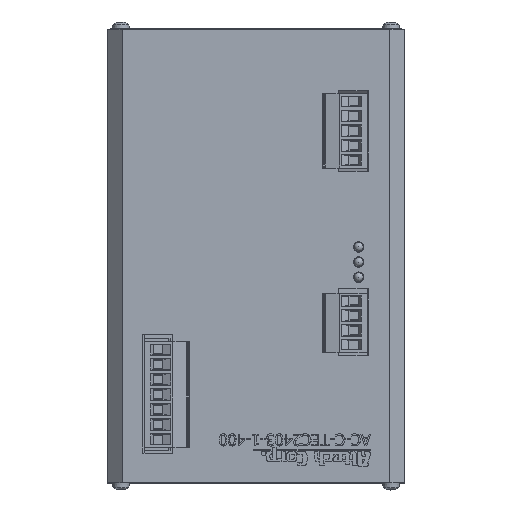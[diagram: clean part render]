
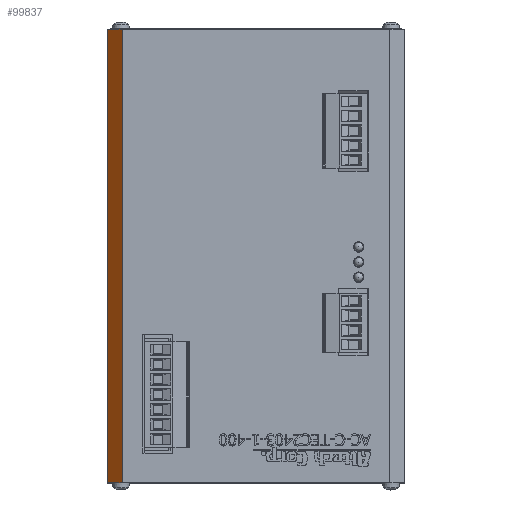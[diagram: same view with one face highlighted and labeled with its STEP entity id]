
A CAD part, top view. The second image highlights one B-rep face of the part: STEP entity #99837.
In plain terms, the highlighted planar face has unit normal (-0.707, 0, 0.707).
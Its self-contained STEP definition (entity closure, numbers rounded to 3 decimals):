
#6863=PLANE('',#105807);
#11111=FACE_OUTER_BOUND('',#16843,.T.);
#16843=EDGE_LOOP('',(#75017,#75018,#75019,#75020));
#21514=LINE('',#142335,#31645);
#24633=LINE('',#149853,#34764);
#25001=LINE('',#150602,#35132);
#25088=LINE('',#150765,#35219);
#31645=VECTOR('',#113779,152.5);
#34764=VECTOR('',#119988,152.5);
#35132=VECTOR('',#120646,7.071);
#35219=VECTOR('',#120777,7.071);
#42353=VERTEX_POINT('',#142332);
#42354=VERTEX_POINT('',#142334);
#44839=VERTEX_POINT('',#149850);
#44840=VERTEX_POINT('',#149852);
#51916=EDGE_CURVE('',#42354,#42353,#21514,.T.);
#55521=EDGE_CURVE('',#44839,#44840,#24633,.T.);
#55907=EDGE_CURVE('',#42353,#44840,#25001,.T.);
#55994=EDGE_CURVE('',#42354,#44839,#25088,.T.);
#75017=ORIENTED_EDGE('',*,*,#55907,.T.);
#75018=ORIENTED_EDGE('',*,*,#55521,.F.);
#75019=ORIENTED_EDGE('',*,*,#55994,.F.);
#75020=ORIENTED_EDGE('',*,*,#51916,.T.);
#99837=ADVANCED_FACE('',(#11111),#6863,.T.);
#105807=AXIS2_PLACEMENT_3D('',#150764,#120775,#120776);
#113779=DIRECTION('',(0.,1.,0.));
#119988=DIRECTION('',(0.,1.,0.));
#120646=DIRECTION('',(-0.707,0.,-0.707));
#120775=DIRECTION('center_axis',(-0.707,0.,0.707));
#120776=DIRECTION('ref_axis',(0.707,0.,0.707));
#120777=DIRECTION('',(-0.707,0.,-0.707));
#142332=CARTESIAN_POINT('',(-24.407,152.4,121.7));
#142334=CARTESIAN_POINT('',(-24.407,-0.1,121.7));
#142335=CARTESIAN_POINT('',(-24.407,-0.1,121.7));
#149850=CARTESIAN_POINT('',(-29.407,-0.1,116.7));
#149852=CARTESIAN_POINT('',(-29.407,152.4,116.7));
#149853=CARTESIAN_POINT('',(-29.407,-0.1,116.7));
#150602=CARTESIAN_POINT('',(-24.407,152.4,121.7));
#150764=CARTESIAN_POINT('Origin',(-26.907,-0.1,
119.2));
#150765=CARTESIAN_POINT('',(-24.407,-0.1,121.7));
